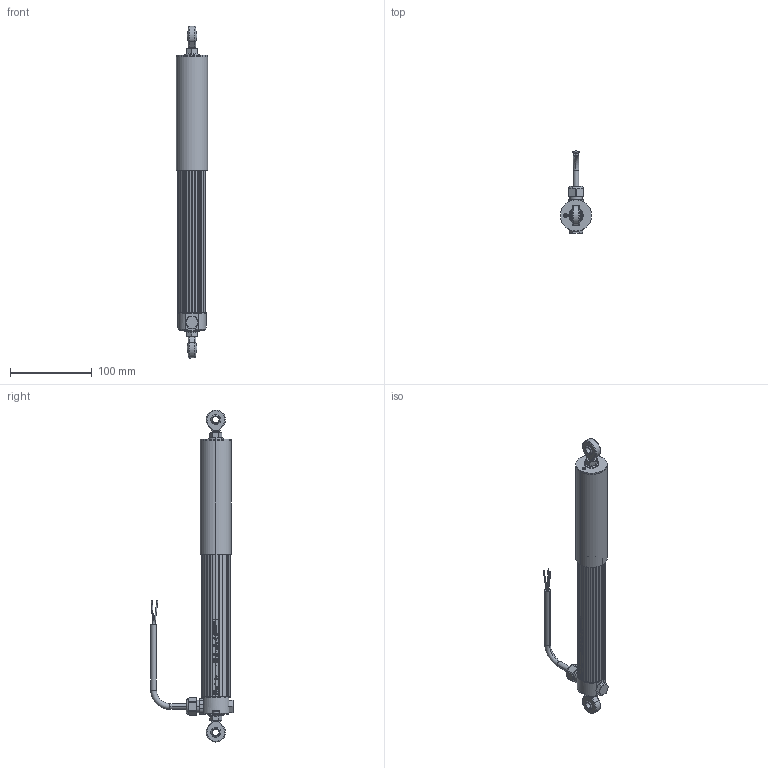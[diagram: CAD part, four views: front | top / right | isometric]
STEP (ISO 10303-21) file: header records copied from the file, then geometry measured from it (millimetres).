
FILE_DESCRIPTION (( 'STEP AP214' ), '1' );
FILE_NAME ('LWX_0100-004-201_extended.STEP', '2014-07-08T06:55:49', ( 'dummy' ), ( 'Microsoft' ), 'SwSTEP 2.0', 'SolidWorks 2013', '' );
FILE_SCHEMA (( 'AUTOMOTIVE_DESIGN' ));
Length unit declared in the file: millimetre
Products named in the file (1): LWX_0100-004-201_extended
Bounding box: 38.1 x 100.7 x 404.91 mm (x, y, z)
Surface area: 75334.2 mm2 (no closed solid volume)
Topology: 0 solids, 81 shells, 478 faces, 2801 edges, 2387 vertices
Faces by surface type: plane 207, cylinder 196, cone 33, torus 18, bspline 12, sphere 12
Entity records: 41001 total; most frequent: CARTESIAN_POINT 15813, ORIENTED_EDGE 3646, DIRECTION 3554, EDGE_CURVE 2801, VERTEX_POINT 2387, VECTOR 1350, LINE 1350, AXIS2_PLACEMENT_3D 1102
